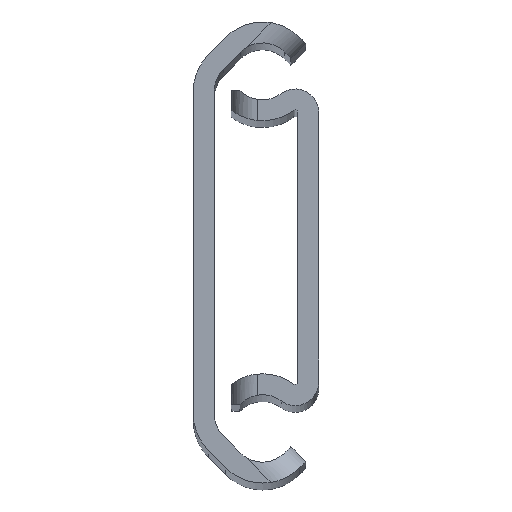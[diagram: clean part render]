
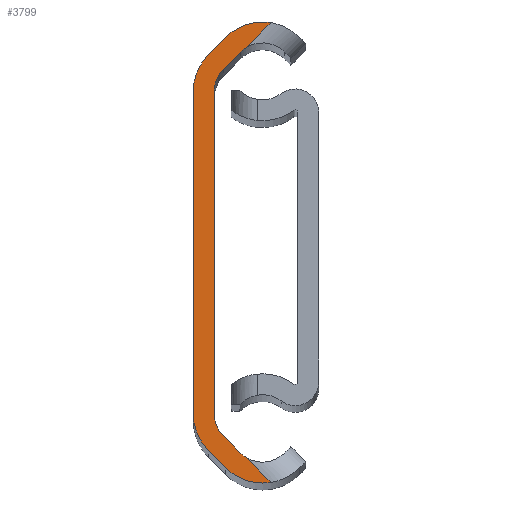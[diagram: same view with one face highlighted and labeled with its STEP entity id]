
A CAD part, top view. The second image highlights one B-rep face of the part: STEP entity #3799.
In plain terms, the highlighted planar face has unit normal (0, 0, 1).
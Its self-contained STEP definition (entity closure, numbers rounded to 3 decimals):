
#19 = DIRECTION ( 'NONE',  ( 1., 0., 0. ) ) ;
#78 = CARTESIAN_POINT ( 'NONE',  ( 4., -12.342, 0. ) ) ;
#85 = CIRCLE ( 'NONE', #2588, 3.98 ) ;
#86 = VERTEX_POINT ( 'NONE', #2281 ) ;
#125 = CARTESIAN_POINT ( 'NONE',  ( 5.3, -13.67, 0. ) ) ;
#140 = CARTESIAN_POINT ( 'NONE',  ( 4., 12.342, 0. ) ) ;
#229 = ORIENTED_EDGE ( 'NONE', *, *, #680, .T. ) ;
#262 = VERTEX_POINT ( 'NONE', #2202 ) ;
#293 = VERTEX_POINT ( 'NONE', #3470 ) ;
#300 = VECTOR ( 'NONE', #2101, 1000. ) ;
#341 = DIRECTION ( 'NONE',  ( 0., 0., 1. ) ) ;
#360 = DIRECTION ( 'NONE',  ( 1., 0., 0. ) ) ;
#400 = CARTESIAN_POINT ( 'NONE',  ( 5.3, 13.67, 0. ) ) ;
#468 = EDGE_CURVE ( 'NONE', #1488, #3865, #1262, .T. ) ;
#522 = EDGE_CURVE ( 'NONE', #3581, #293, #584, .T. ) ;
#529 = EDGE_CURVE ( 'NONE', #3620, #3884, #1682, .T. ) ;
#584 = CIRCLE ( 'NONE', #1031, 4. ) ;
#614 = AXIS2_PLACEMENT_3D ( 'NONE', #78, #1129, #789 ) ;
#662 = LINE ( 'NONE', #2013, #2091 ) ;
#670 = CARTESIAN_POINT ( 'NONE',  ( 0., 0., 0. ) ) ;
#680 = EDGE_CURVE ( 'NONE', #3165, #2268, #2721, .T. ) ;
#711 = DIRECTION ( 'NONE',  ( 0., 1., 0. ) ) ;
#740 = EDGE_LOOP ( 'NONE', ( #2835, #3048, #3589, #2849, #2360, #229, #1369, #3081, #3873, #1220, #2287, #3278, #3377, #3193, #4273, #3890 ) ) ;
#755 = DIRECTION ( 'NONE',  ( -0.707, 0.707, 0. ) ) ;
#789 = DIRECTION ( 'NONE',  ( 1., 0., 0. ) ) ;
#828 = AXIS2_PLACEMENT_3D ( 'NONE', #3002, #3101, #3118 ) ;
#875 = CARTESIAN_POINT ( 'NONE',  ( 2.486, -16.484, 0. ) ) ;
#925 = EDGE_CURVE ( 'NONE', #3230, #3581, #2798, .T. ) ;
#984 = CARTESIAN_POINT ( 'NONE',  ( 1.172, 15.17, 0. ) ) ;
#1021 = DIRECTION ( 'NONE',  ( 0., 0., -1. ) ) ;
#1031 = AXIS2_PLACEMENT_3D ( 'NONE', #3342, #341, #360 ) ;
#1091 = DIRECTION ( 'NONE',  ( 0., 0., -1. ) ) ;
#1129 = DIRECTION ( 'NONE',  ( 0., 0., 1. ) ) ;
#1220 = ORIENTED_EDGE ( 'NONE', *, *, #2432, .T. ) ;
#1236 = DIRECTION ( 'NONE',  ( 0.707, -0.707, 0. ) ) ;
#1262 = LINE ( 'NONE', #2607, #3556 ) ;
#1369 = ORIENTED_EDGE ( 'NONE', *, *, #2708, .T. ) ;
#1400 = CIRCLE ( 'NONE', #3872, 2.38 ) ;
#1459 = CARTESIAN_POINT ( 'NONE',  ( 5.3, -13.67, 0. ) ) ;
#1474 = CARTESIAN_POINT ( 'NONE',  ( 2.35, -13.991, 0. ) ) ;
#1488 = VERTEX_POINT ( 'NONE', #2549 ) ;
#1508 = DIRECTION ( 'NONE',  ( 0., 0., -1. ) ) ;
#1532 = CIRCLE ( 'NONE', #4034, 2.38 ) ;
#1615 = DIRECTION ( 'NONE',  ( 0.707, 0.707, 0. ) ) ;
#1676 = CIRCLE ( 'NONE', #2311, 2.4 ) ;
#1682 = LINE ( 'NONE', #4060, #300 ) ;
#1725 = CARTESIAN_POINT ( 'NONE',  ( 3.617, -15.353, 0. ) ) ;
#1729 = LINE ( 'NONE', #1474, #3012 ) ;
#1738 = EDGE_CURVE ( 'NONE', #1876, #262, #2975, .T. ) ;
#1759 = EDGE_CURVE ( 'NONE', #293, #2682, #2352, .T. ) ;
#1808 = AXIS2_PLACEMENT_3D ( 'NONE', #3226, #2205, #3920 ) ;
#1815 = AXIS2_PLACEMENT_3D ( 'NONE', #2388, #2719, #4080 ) ;
#1876 = VERTEX_POINT ( 'NONE', #4040 ) ;
#1934 = VECTOR ( 'NONE', #711, 1000. ) ;
#2013 = CARTESIAN_POINT ( 'NONE',  ( -9.991, 1.65, 0. ) ) ;
#2020 = DIRECTION ( 'NONE',  ( 0.707, 0.707, 0. ) ) ;
#2091 = VECTOR ( 'NONE', #1615, 1000. ) ;
#2101 = DIRECTION ( 'NONE',  ( -0.707, 0.707, 0. ) ) ;
#2113 = EDGE_CURVE ( 'NONE', #3329, #2340, #1729, .T. ) ;
#2129 = CARTESIAN_POINT ( 'NONE',  ( 1.172, 15.17, 0. ) ) ;
#2162 = CIRCLE ( 'NONE', #1808, 3.98 ) ;
#2202 = CARTESIAN_POINT ( 'NONE',  ( 3.617, 15.353, 0. ) ) ;
#2205 = DIRECTION ( 'NONE',  ( 0., 0., 1. ) ) ;
#2225 = VECTOR ( 'NONE', #2020, 1000. ) ;
#2268 = VERTEX_POINT ( 'NONE', #3533 ) ;
#2281 = CARTESIAN_POINT ( 'NONE',  ( 4.061, 15.702, 0. ) ) ;
#2287 = ORIENTED_EDGE ( 'NONE', *, *, #3365, .T. ) ;
#2308 = CARTESIAN_POINT ( 'NONE',  ( 2.303, 14.039, 0. ) ) ;
#2311 = AXIS2_PLACEMENT_3D ( 'NONE', #140, #1508, #4229 ) ;
#2340 = VERTEX_POINT ( 'NONE', #2846 ) ;
#2352 = LINE ( 'NONE', #670, #3140 ) ;
#2360 = ORIENTED_EDGE ( 'NONE', *, *, #3990, .T. ) ;
#2388 = CARTESIAN_POINT ( 'NONE',  ( 4., -12.342, 0. ) ) ;
#2424 = CARTESIAN_POINT ( 'NONE',  ( 5.955, 17.596, 0. ) ) ;
#2432 = EDGE_CURVE ( 'NONE', #86, #3973, #662, .T. ) ;
#2549 = CARTESIAN_POINT ( 'NONE',  ( 1.172, -15.17, 0. ) ) ;
#2574 = VECTOR ( 'NONE', #4164, 1000. ) ;
#2588 = AXIS2_PLACEMENT_3D ( 'NONE', #125, #4288, #3561 ) ;
#2607 = CARTESIAN_POINT ( 'NONE',  ( 1.172, -15.17, 0. ) ) ;
#2682 = VERTEX_POINT ( 'NONE', #3941 ) ;
#2708 = EDGE_CURVE ( 'NONE', #2268, #1876, #1676, .T. ) ;
#2719 = DIRECTION ( 'NONE',  ( 0., 0., -1. ) ) ;
#2721 = LINE ( 'NONE', #4082, #1934 ) ;
#2798 = LINE ( 'NONE', #2129, #2574 ) ;
#2820 = EDGE_CURVE ( 'NONE', #3865, #3329, #85, .T. ) ;
#2835 = ORIENTED_EDGE ( 'NONE', *, *, #2820, .T. ) ;
#2846 = CARTESIAN_POINT ( 'NONE',  ( 4.061, -15.702, 0. ) ) ;
#2849 = ORIENTED_EDGE ( 'NONE', *, *, #529, .T. ) ;
#2934 = CARTESIAN_POINT ( 'NONE',  ( 2.303, -14.039, 0. ) ) ;
#2975 = LINE ( 'NONE', #2308, #2225 ) ;
#3002 = CARTESIAN_POINT ( 'NONE',  ( 4., -12.342, 0. ) ) ;
#3012 = VECTOR ( 'NONE', #755, 1000. ) ;
#3048 = ORIENTED_EDGE ( 'NONE', *, *, #2113, .T. ) ;
#3081 = ORIENTED_EDGE ( 'NONE', *, *, #1738, .T. ) ;
#3101 = DIRECTION ( 'NONE',  ( 0., 0., 1. ) ) ;
#3118 = DIRECTION ( 'NONE',  ( 1., 0., 0. ) ) ;
#3130 = PLANE ( 'NONE',  #614 ) ;
#3140 = VECTOR ( 'NONE', #3716, 1000. ) ;
#3165 = VERTEX_POINT ( 'NONE', #4092 ) ;
#3193 = ORIENTED_EDGE ( 'NONE', *, *, #1759, .T. ) ;
#3226 = CARTESIAN_POINT ( 'NONE',  ( 5.3, 13.67, 0. ) ) ;
#3230 = VERTEX_POINT ( 'NONE', #4069 ) ;
#3278 = ORIENTED_EDGE ( 'NONE', *, *, #925, .T. ) ;
#3329 = VERTEX_POINT ( 'NONE', #4192 ) ;
#3342 = CARTESIAN_POINT ( 'NONE',  ( 4., 12.342, 0. ) ) ;
#3365 = EDGE_CURVE ( 'NONE', #3973, #3230, #2162, .T. ) ;
#3377 = ORIENTED_EDGE ( 'NONE', *, *, #522, .T. ) ;
#3382 = CIRCLE ( 'NONE', #1815, 2.4 ) ;
#3456 = DIRECTION ( 'NONE',  ( 1., 0., 0. ) ) ;
#3470 = CARTESIAN_POINT ( 'NONE',  ( 0., 12.342, 0. ) ) ;
#3513 = CIRCLE ( 'NONE', #828, 4. ) ;
#3533 = CARTESIAN_POINT ( 'NONE',  ( 1.6, 12.342, 0. ) ) ;
#3556 = VECTOR ( 'NONE', #1236, 1000. ) ;
#3561 = DIRECTION ( 'NONE',  ( 1., 0., 0. ) ) ;
#3581 = VERTEX_POINT ( 'NONE', #984 ) ;
#3589 = ORIENTED_EDGE ( 'NONE', *, *, #4399, .T. ) ;
#3620 = VERTEX_POINT ( 'NONE', #1725 ) ;
#3716 = DIRECTION ( 'NONE',  ( 0., -1., 0. ) ) ;
#3799 = ADVANCED_FACE ( 'NONE', ( #4188 ), #3130, .T. ) ;
#3865 = VERTEX_POINT ( 'NONE', #875 ) ;
#3872 = AXIS2_PLACEMENT_3D ( 'NONE', #1459, #1091, #3456 ) ;
#3873 = ORIENTED_EDGE ( 'NONE', *, *, #3987, .T. ) ;
#3884 = VERTEX_POINT ( 'NONE', #2934 ) ;
#3890 = ORIENTED_EDGE ( 'NONE', *, *, #468, .T. ) ;
#3920 = DIRECTION ( 'NONE',  ( 1., 0., 0. ) ) ;
#3941 = CARTESIAN_POINT ( 'NONE',  ( 0., -12.342, 0. ) ) ;
#3973 = VERTEX_POINT ( 'NONE', #2424 ) ;
#3987 = EDGE_CURVE ( 'NONE', #262, #86, #1532, .T. ) ;
#3990 = EDGE_CURVE ( 'NONE', #3884, #3165, #3382, .T. ) ;
#4034 = AXIS2_PLACEMENT_3D ( 'NONE', #400, #1021, #19 ) ;
#4040 = CARTESIAN_POINT ( 'NONE',  ( 2.303, 14.039, 0. ) ) ;
#4060 = CARTESIAN_POINT ( 'NONE',  ( 2.303, -14.039, 0. ) ) ;
#4069 = CARTESIAN_POINT ( 'NONE',  ( 2.486, 16.484, 0. ) ) ;
#4080 = DIRECTION ( 'NONE',  ( 1., 0., 0. ) ) ;
#4082 = CARTESIAN_POINT ( 'NONE',  ( 1.6, 0., 0. ) ) ;
#4092 = CARTESIAN_POINT ( 'NONE',  ( 1.6, -12.342, 0. ) ) ;
#4164 = DIRECTION ( 'NONE',  ( -0.707, -0.707, 0. ) ) ;
#4188 = FACE_OUTER_BOUND ( 'NONE', #740, .T. ) ;
#4192 = CARTESIAN_POINT ( 'NONE',  ( 5.955, -17.596, 0. ) ) ;
#4229 = DIRECTION ( 'NONE',  ( 1., 0., 0. ) ) ;
#4273 = ORIENTED_EDGE ( 'NONE', *, *, #4375, .T. ) ;
#4288 = DIRECTION ( 'NONE',  ( 0., 0., 1. ) ) ;
#4375 = EDGE_CURVE ( 'NONE', #2682, #1488, #3513, .T. ) ;
#4399 = EDGE_CURVE ( 'NONE', #2340, #3620, #1400, .T. ) ;
